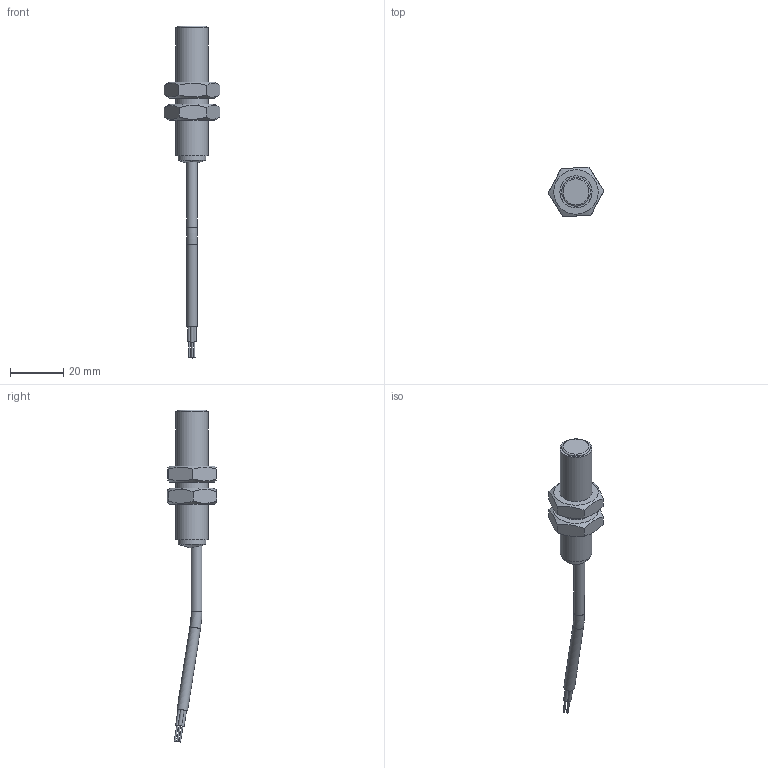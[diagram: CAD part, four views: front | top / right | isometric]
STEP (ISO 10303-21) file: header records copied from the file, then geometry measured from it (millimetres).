
FILE_DESCRIPTION(/* description */ (''),/* implementation_level */ '2;1');
FILE_NAME(/* name */ 'LA12M-50.4D1.U4.K Датчик в сборе с гайками.ipt.stp',/* time_stamp */ '2021-02-02T18:26:06+07:00',/* author */ ('YURY_'),/* organization */ (''),/* preprocessor_version */ 'ST-DEVELOPER v17.2',/* originating_system */ 'Autodesk Inventor 2019',/* authorisation */ '');
FILE_SCHEMA (('AUTOMOTIVE_DESIGN { 1 0 10303 214 3 1 1 }'));
Length unit declared in the file: millimetre
Products named in the file (4): LA12M-50.4D1.U4.K Датчик в сборе 
с гайками.ipt; LA12M-50.4D1.U4.K корпус датчика; LA12M-50.4D1.U4.K кабель датчика; ISO 8675 - M12 x 1,25
Assembly tree (4 placements, depth 2):
  LA12M-50.4D1.U4.K Датчик в сборе 
с гайками.ipt
    LA12M-50.4D1.U4.K корпус датчика
    LA12M-50.4D1.U4.K кабель датчика
    ISO 8675 - M12 x 1,25  x2
Bounding box: 20.77 x 18.43 x 124.32 mm (x, y, z)
Volume: 8653.8 mm3; surface area: 4876.8 mm2
Topology: 4 solids, 4 shells, 67 faces, 143 edges, 92 vertices
Faces by surface type: plane 32, cylinder 22, cone 10, torus 2, bspline 1
Full cylindrical faces by diameter (mm): 0.5 x4, 1.3 x4, 3.16 x1, 3.2 x1, 4 x3, 10.4 x1, 10.647 x2, 10.7 x1, 12 x1
Entity records: 1917 total; most frequent: CARTESIAN_POINT 478, DIRECTION 275, ORIENTED_EDGE 230, AXIS2_PLACEMENT_3D 119, EDGE_CURVE 115, VERTEX_POINT 72, EDGE_LOOP 65, CIRCLE 58
